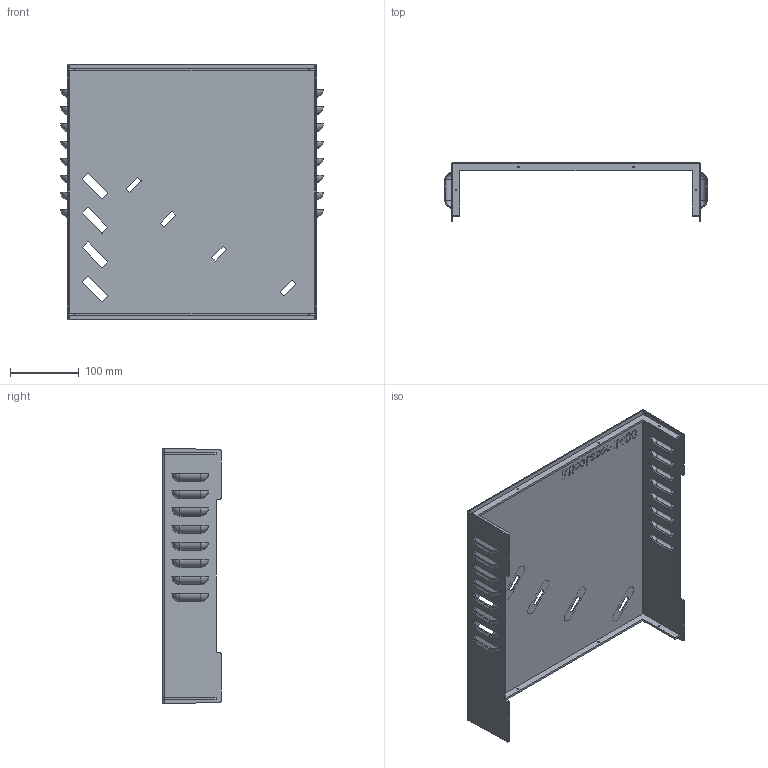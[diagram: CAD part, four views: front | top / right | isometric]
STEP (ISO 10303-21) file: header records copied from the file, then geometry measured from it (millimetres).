
FILE_DESCRIPTION (( 'STEP AP203' ), '1' );
FILE_NAME ('7_shell.STEP', '2021-09-30T02:50:29', ( '' ), ( '' ), 'SwSTEP 2.0', 'SolidWorks 2020', '' );
FILE_SCHEMA (( 'CONFIG_CONTROL_DESIGN' ));
Length unit declared in the file: millimetre
Products named in the file (1): 7_shell
Bounding box: 382.5 x 85 x 372.5 mm (x, y, z)
Volume: 318797.7 mm3; surface area: 416723.3 mm2
Topology: 1 solids, 1 shells, 619 faces, 1652 edges, 1064 vertices
Faces by surface type: plane 202, cylinder 168, bspline 121, torus 64, sphere 64
Entity records: 25317 total; most frequent: CARTESIAN_POINT 9961, ORIENTED_EDGE 3304, DIRECTION 3032, EDGE_CURVE 1652, AXIS2_PLACEMENT_3D 1123, VERTEX_POINT 1064, VECTOR 786, LINE 786
